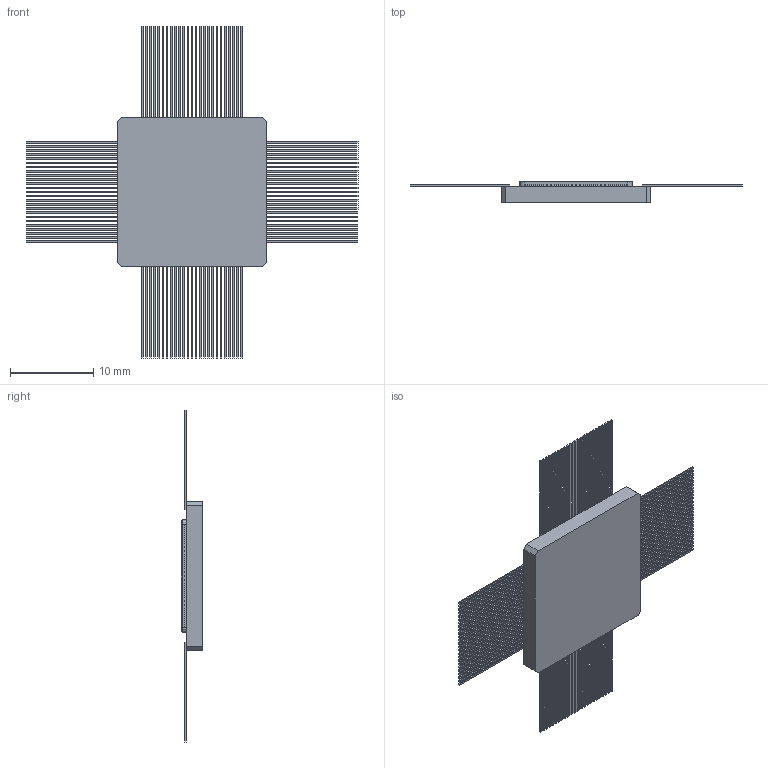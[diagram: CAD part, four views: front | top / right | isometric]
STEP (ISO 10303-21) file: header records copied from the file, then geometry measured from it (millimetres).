
FILE_DESCRIPTION (( 'STEP AP214' ), '1' );
FILE_NAME ('4247.100-1.STEP', '2018-04-28T11:33:01', ( 'Admin' ), ( '' ), 'SwSTEP 2.0', 'SolidWorks 2015', '' );
FILE_SCHEMA (( 'AUTOMOTIVE_DESIGN' ));
Length unit declared in the file: millimetre
Products named in the file (108): ﾂ鏆鮏; Îñíîâàíèå êîðïóñà 4247.100; 4247.100-1; 扰黓蠉錭; Êðûøêà 4247.100
Assembly tree (103 placements, depth 2):
  ﾂ鏆鮏
  ﾂ鏆鮏
  ﾂ鏆鮏
  ﾂ鏆鮏
  ﾂ鏆鮏
Bounding box: 40 x 2.6 x 40 mm (x, y, z)
Volume: 659.4 mm3; surface area: 2160.4 mm2
Topology: 103 solids, 103 shells, 1123 faces, 2733 edges, 1822 vertices
Faces by surface type: plane 1099, cylinder 24
Entity records: 24473 total; most frequent: CARTESIAN_POINT 3211, ORIENTED_EDGE 3090, DIRECTION 2865, EDGE_CURVE 1545, LINE 1497, VECTOR 1497, VERTEX_POINT 1030, AXIS2_PLACEMENT_3D 684
